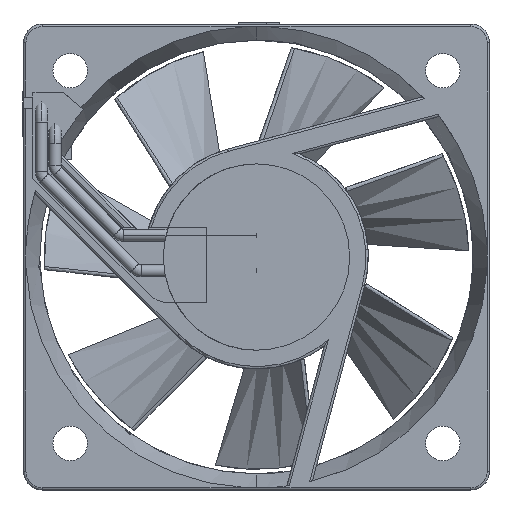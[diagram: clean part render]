
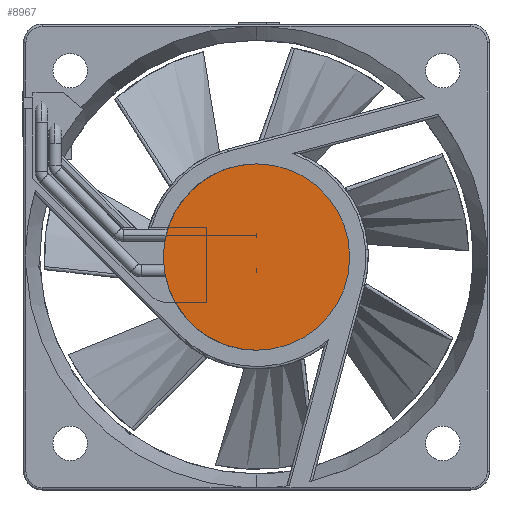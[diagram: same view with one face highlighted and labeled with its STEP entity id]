
A CAD part, front view. The second image highlights one B-rep face of the part: STEP entity #8967.
In plain terms, the highlighted planar face has unit normal (0, -1, 0).
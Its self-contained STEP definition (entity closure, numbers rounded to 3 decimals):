
#705 = DIRECTION ( 'NONE',  ( 0., -1., 0. ) ) ;
#1933 = EDGE_CURVE ( 'NONE', #11842, #4015, #12268, .T. ) ;
#2296 = DIRECTION ( 'NONE',  ( 0., 0., -1. ) ) ;
#3683 = EDGE_LOOP ( 'NONE', ( #4993, #11153 ) ) ;
#4015 = VERTEX_POINT ( 'NONE', #5723 ) ;
#4379 = CARTESIAN_POINT ( 'NONE',  ( 0., -0.2, 10. ) ) ;
#4993 = ORIENTED_EDGE ( 'NONE', *, *, #1933, .T. ) ;
#5317 = PLANE ( 'NONE',  #10058 ) ;
#5723 = CARTESIAN_POINT ( 'NONE',  ( 0., -0.2, -10. ) ) ;
#6327 = CARTESIAN_POINT ( 'NONE',  ( 0., -0.2, 0. ) ) ;
#6793 = CARTESIAN_POINT ( 'NONE',  ( 0., -0.2, 0. ) ) ;
#7599 = EDGE_CURVE ( 'NONE', #4015, #11842, #8803, .T. ) ;
#7832 = DIRECTION ( 'NONE',  ( 0., 0., -1. ) ) ;
#8266 = FACE_OUTER_BOUND ( 'NONE', #3683, .T. ) ;
#8387 = DIRECTION ( 'NONE',  ( 0., -1., 0. ) ) ;
#8803 = CIRCLE ( 'NONE', #10313, 10. ) ;
#8967 = ADVANCED_FACE ( 'NONE', ( #8266 ), #5317, .T. ) ;
#9611 = AXIS2_PLACEMENT_3D ( 'NONE', #13100, #13066, #13019 ) ;
#10058 = AXIS2_PLACEMENT_3D ( 'NONE', #6327, #8387, #2296 ) ;
#10313 = AXIS2_PLACEMENT_3D ( 'NONE', #6793, #705, #7832 ) ;
#11153 = ORIENTED_EDGE ( 'NONE', *, *, #7599, .T. ) ;
#11842 = VERTEX_POINT ( 'NONE', #4379 ) ;
#12268 = CIRCLE ( 'NONE', #9611, 10. ) ;
#13019 = DIRECTION ( 'NONE',  ( 0., 0., -1. ) ) ;
#13066 = DIRECTION ( 'NONE',  ( 0., -1., 0. ) ) ;
#13100 = CARTESIAN_POINT ( 'NONE',  ( 0., -0.2, 0. ) ) ;
